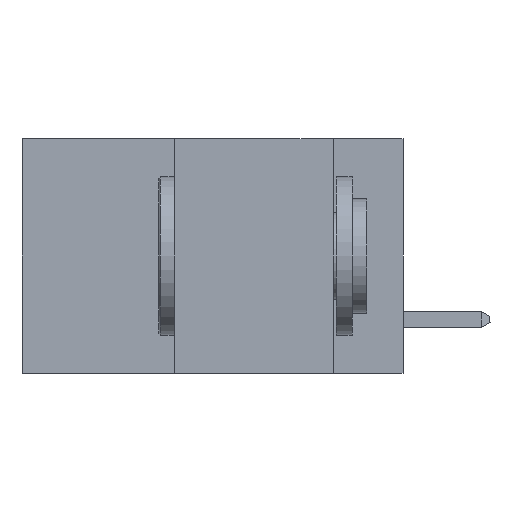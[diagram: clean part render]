
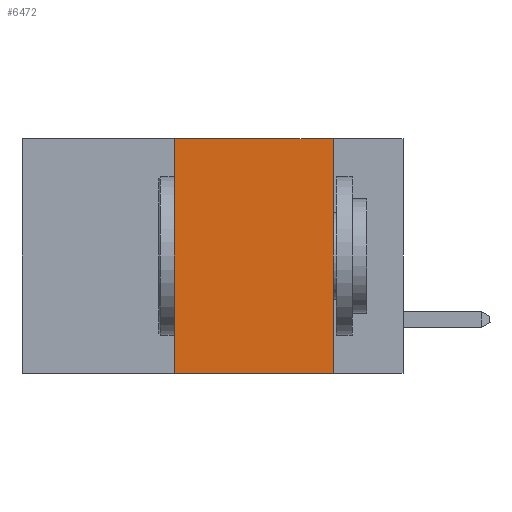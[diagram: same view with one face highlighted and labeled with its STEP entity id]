
A CAD part, left-side view. The second image highlights one B-rep face of the part: STEP entity #6472.
In plain terms, the highlighted planar face has unit normal (-1, 0, 0).
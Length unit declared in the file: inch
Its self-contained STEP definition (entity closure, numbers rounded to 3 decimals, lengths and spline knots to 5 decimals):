
#34 = CARTESIAN_POINT ( 'NONE',  ( 0., 0.11, 0. ) ) ;
#81 = CARTESIAN_POINT ( 'NONE',  ( 0., 0.11, -0.37 ) ) ;
#3693 = DIRECTION ( 'NONE',  ( 0., 0., 1. ) ) ;
#5252 = ORIENTED_EDGE ( 'NONE', *, *, #39776, .F. ) ;
#5692 = VECTOR ( 'NONE', #3693, 39.37008 ) ;
#6472 = ADVANCED_FACE ( 'NONE', ( #40621 ), #49040, .F. ) ;
#6473 = ORIENTED_EDGE ( 'NONE', *, *, #39918, .F. ) ;
#7007 = CARTESIAN_POINT ( 'NONE',  ( 0., 0.11, 0. ) ) ;
#8194 = DIRECTION ( 'NONE',  ( 0., -1., 0. ) ) ;
#8916 = VERTEX_POINT ( 'NONE', #81 ) ;
#9609 = AXIS2_PLACEMENT_3D ( 'NONE', #24944, #25453, #13481 ) ;
#9683 = LINE ( 'NONE', #44006, #9744 ) ;
#9744 = VECTOR ( 'NONE', #40060, 39.37008 ) ;
#11838 = VERTEX_POINT ( 'NONE', #25820 ) ;
#13481 = DIRECTION ( 'NONE',  ( 0., 0., -1. ) ) ;
#15239 = CARTESIAN_POINT ( 'NONE',  ( 0., 0.36, -0.37 ) ) ;
#18557 = LINE ( 'NONE', #19267, #5692 ) ;
#18634 = LINE ( 'NONE', #23261, #25398 ) ;
#19267 = CARTESIAN_POINT ( 'NONE',  ( 0., 0.36, 0. ) ) ;
#22732 = DIRECTION ( 'NONE',  ( 0., 0., -1. ) ) ;
#23261 = CARTESIAN_POINT ( 'NONE',  ( 0., 0.6, 0. ) ) ;
#23306 = ORIENTED_EDGE ( 'NONE', *, *, #24432, .F. ) ;
#24432 = EDGE_CURVE ( 'NONE', #25635, #11838, #18557, .T. ) ;
#24944 = CARTESIAN_POINT ( 'NONE',  ( 0., 0.6, 0. ) ) ;
#25398 = VECTOR ( 'NONE', #8194, 39.37008 ) ;
#25453 = DIRECTION ( 'NONE',  ( 1., 0., 0. ) ) ;
#25635 = VERTEX_POINT ( 'NONE', #15239 ) ;
#25820 = CARTESIAN_POINT ( 'NONE',  ( 0., 0.36, 0. ) ) ;
#29635 = ORIENTED_EDGE ( 'NONE', *, *, #50903, .T. ) ;
#30241 = VERTEX_POINT ( 'NONE', #34 ) ;
#39776 = EDGE_CURVE ( 'NONE', #30241, #8916, #46991, .T. ) ;
#39918 = EDGE_CURVE ( 'NONE', #11838, #30241, #18634, .T. ) ;
#40060 = DIRECTION ( 'NONE',  ( 0., -1., 0. ) ) ;
#40621 = FACE_OUTER_BOUND ( 'NONE', #46057, .T. ) ;
#44006 = CARTESIAN_POINT ( 'NONE',  ( 0., 0.6, -0.37 ) ) ;
#46057 = EDGE_LOOP ( 'NONE', ( #5252, #6473, #23306, #29635 ) ) ;
#46991 = LINE ( 'NONE', #7007, #50059 ) ;
#49040 = PLANE ( 'NONE',  #9609 ) ;
#50059 = VECTOR ( 'NONE', #22732, 39.37008 ) ;
#50903 = EDGE_CURVE ( 'NONE', #25635, #8916, #9683, .T. ) ;
